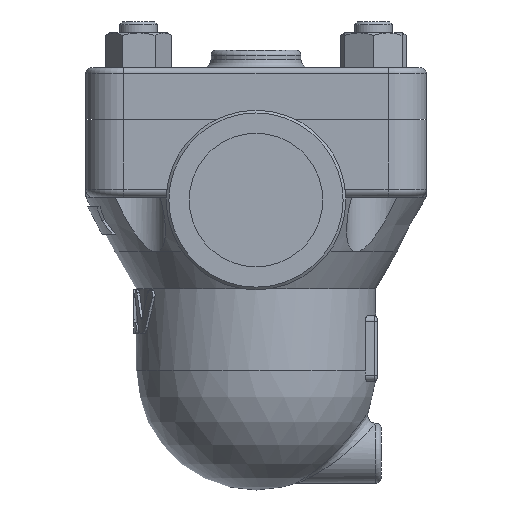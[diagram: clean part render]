
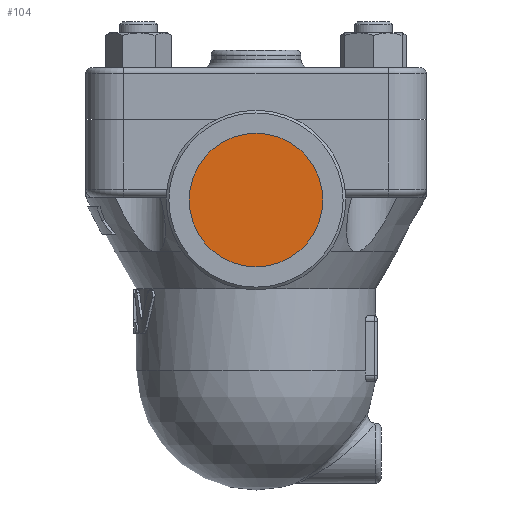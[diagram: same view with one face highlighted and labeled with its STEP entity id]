
A CAD part, left-side view. The second image highlights one B-rep face of the part: STEP entity #104.
In plain terms, the highlighted planar face has unit normal (-1, 0, 0).
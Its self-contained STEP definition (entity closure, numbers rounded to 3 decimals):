
#84=CARTESIAN_POINT('',(-99.,0.0,-25.55));
#85=VERTEX_POINT('',#84);
#86=CARTESIAN_POINT('',(-99.,0.0,-1.));
#87=DIRECTION('',(1.0,0.0,0.0));
#88=DIRECTION('',(0.0,0.0,-1.0));
#89=AXIS2_PLACEMENT_3D('',#86,#87,#88);
#90=CIRCLE('',#89,24.55);
#91=EDGE_CURVE('',#85,#85,#90,.T.);
#96=CARTESIAN_POINT('',(-99.,0.0,-1.));
#97=DIRECTION('',(1.0,0.0,0.0));
#98=DIRECTION('',(0.0,0.0,-1.0));
#99=AXIS2_PLACEMENT_3D('',#96,#97,#98);
#100=PLANE('',#99);
#101=ORIENTED_EDGE('',*,*,#91,.F.);
#102=EDGE_LOOP('',(#101));
#103=FACE_OUTER_BOUND('',#102,.T.);
#104=ADVANCED_FACE('',(#103),#100,.F.);
